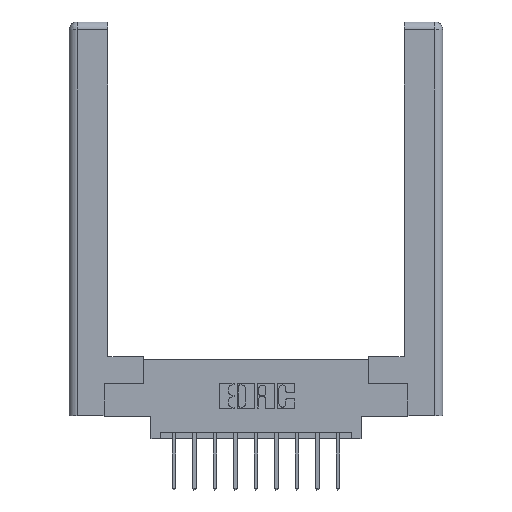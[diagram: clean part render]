
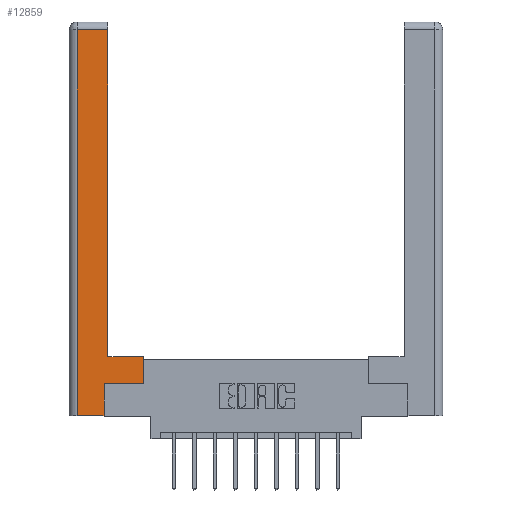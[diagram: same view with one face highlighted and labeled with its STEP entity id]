
A CAD part, top view. The second image highlights one B-rep face of the part: STEP entity #12859.
In plain terms, the highlighted planar face has unit normal (0, 0, 1).
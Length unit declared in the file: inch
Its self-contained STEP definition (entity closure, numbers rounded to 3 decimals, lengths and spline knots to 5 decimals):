
#102 = VECTOR ( 'NONE', #9936, 39.37008 ) ;
#324 = VECTOR ( 'NONE', #3350, 39.37008 ) ;
#441 = EDGE_CURVE ( 'NONE', #12864, #7778, #11102, .T. ) ;
#763 = CARTESIAN_POINT ( 'NONE',  ( 0.565, 0.245, 0. ) ) ;
#858 = LINE ( 'NONE', #763, #3929 ) ;
#1323 = DIRECTION ( 'NONE',  ( 0., 1., 0. ) ) ;
#1357 = ORIENTED_EDGE ( 'NONE', *, *, #5871, .T. ) ;
#1453 = VERTEX_POINT ( 'NONE', #5040 ) ;
#1549 = CARTESIAN_POINT ( 'NONE',  ( 0.0615, 2.94, 0. ) ) ;
#1787 = VECTOR ( 'NONE', #9158, 39.37008 ) ;
#1788 = PLANE ( 'NONE',  #13099 ) ;
#2793 = ORIENTED_EDGE ( 'NONE', *, *, #13568, .T. ) ;
#2932 = ORIENTED_EDGE ( 'NONE', *, *, #441, .T. ) ;
#3154 = VERTEX_POINT ( 'NONE', #3629 ) ;
#3188 = ORIENTED_EDGE ( 'NONE', *, *, #13755, .T. ) ;
#3350 = DIRECTION ( 'NONE',  ( 0., 1., 0. ) ) ;
#3629 = CARTESIAN_POINT ( 'NONE',  ( 0.0615, 0., 0. ) ) ;
#3929 = VECTOR ( 'NONE', #8230, 39.37008 ) ;
#3990 = DIRECTION ( 'NONE',  ( 0., 0., -1. ) ) ;
#4402 = ORIENTED_EDGE ( 'NONE', *, *, #4462, .T. ) ;
#4462 = EDGE_CURVE ( 'NONE', #8155, #6355, #858, .T. ) ;
#5040 = CARTESIAN_POINT ( 'NONE',  ( 0.265, 0., 0. ) ) ;
#5297 = DIRECTION ( 'NONE',  ( 1., 0., 0. ) ) ;
#5549 = LINE ( 'NONE', #8650, #7414 ) ;
#5871 = EDGE_CURVE ( 'NONE', #6355, #12390, #7981, .T. ) ;
#6095 = LINE ( 'NONE', #6700, #324 ) ;
#6298 = FACE_OUTER_BOUND ( 'NONE', #9289, .T. ) ;
#6355 = VERTEX_POINT ( 'NONE', #6401 ) ;
#6401 = CARTESIAN_POINT ( 'NONE',  ( 0.565, 0.245, 0. ) ) ;
#6511 = ORIENTED_EDGE ( 'NONE', *, *, #7292, .T. ) ;
#6700 = CARTESIAN_POINT ( 'NONE',  ( 0.295, 3., 0. ) ) ;
#7194 = VERTEX_POINT ( 'NONE', #13399 ) ;
#7292 = EDGE_CURVE ( 'NONE', #12390, #7194, #8805, .T. ) ;
#7414 = VECTOR ( 'NONE', #5297, 39.37008 ) ;
#7593 = ORIENTED_EDGE ( 'NONE', *, *, #9058, .T. ) ;
#7610 = EDGE_CURVE ( 'NONE', #7194, #12864, #6095, .T. ) ;
#7778 = VERTEX_POINT ( 'NONE', #10384 ) ;
#7981 = LINE ( 'NONE', #13394, #9681 ) ;
#8155 = VERTEX_POINT ( 'NONE', #11460 ) ;
#8209 = VECTOR ( 'NONE', #8971, 39.37008 ) ;
#8230 = DIRECTION ( 'NONE',  ( 1., 0., 0. ) ) ;
#8357 = CARTESIAN_POINT ( 'NONE',  ( 0.565, 0.45, 0. ) ) ;
#8650 = CARTESIAN_POINT ( 'NONE',  ( 0.265, 0., 0. ) ) ;
#8805 = LINE ( 'NONE', #11386, #11861 ) ;
#8971 = DIRECTION ( 'NONE',  ( -1., 0., 0. ) ) ;
#9058 = EDGE_CURVE ( 'NONE', #1453, #8155, #9277, .T. ) ;
#9158 = DIRECTION ( 'NONE',  ( 0., 1., 0. ) ) ;
#9218 = DIRECTION ( 'NONE',  ( -1., 0., 0. ) ) ;
#9277 = LINE ( 'NONE', #12518, #1787 ) ;
#9289 = EDGE_LOOP ( 'NONE', ( #13263, #2932, #3188, #2793, #7593, #4402, #1357, #6511 ) ) ;
#9613 = LINE ( 'NONE', #13253, #102 ) ;
#9681 = VECTOR ( 'NONE', #1323, 39.37008 ) ;
#9936 = DIRECTION ( 'NONE',  ( 0., -1., 0. ) ) ;
#10384 = CARTESIAN_POINT ( 'NONE',  ( 0.0615, 2.94, 0. ) ) ;
#10478 = CARTESIAN_POINT ( 'NONE',  ( 0., 0., 0. ) ) ;
#11102 = LINE ( 'NONE', #1549, #8209 ) ;
#11386 = CARTESIAN_POINT ( 'NONE',  ( 0.295, 0.45, 0. ) ) ;
#11460 = CARTESIAN_POINT ( 'NONE',  ( 0.265, 0.245, 0. ) ) ;
#11564 = DIRECTION ( 'NONE',  ( -1., 0., 0. ) ) ;
#11861 = VECTOR ( 'NONE', #9218, 39.37008 ) ;
#12390 = VERTEX_POINT ( 'NONE', #8357 ) ;
#12518 = CARTESIAN_POINT ( 'NONE',  ( 0.265, 0.245, 0. ) ) ;
#12859 = ADVANCED_FACE ( 'NONE', ( #6298 ), #1788, .F. ) ;
#12864 = VERTEX_POINT ( 'NONE', #13695 ) ;
#13099 = AXIS2_PLACEMENT_3D ( 'NONE', #10478, #3990, #11564 ) ;
#13253 = CARTESIAN_POINT ( 'NONE',  ( 0.0615, 0., 0. ) ) ;
#13263 = ORIENTED_EDGE ( 'NONE', *, *, #7610, .T. ) ;
#13394 = CARTESIAN_POINT ( 'NONE',  ( 0.565, 0.45, 0. ) ) ;
#13399 = CARTESIAN_POINT ( 'NONE',  ( 0.295, 0.45, 0. ) ) ;
#13568 = EDGE_CURVE ( 'NONE', #3154, #1453, #5549, .T. ) ;
#13695 = CARTESIAN_POINT ( 'NONE',  ( 0.295, 2.94, 0. ) ) ;
#13755 = EDGE_CURVE ( 'NONE', #7778, #3154, #9613, .T. ) ;
